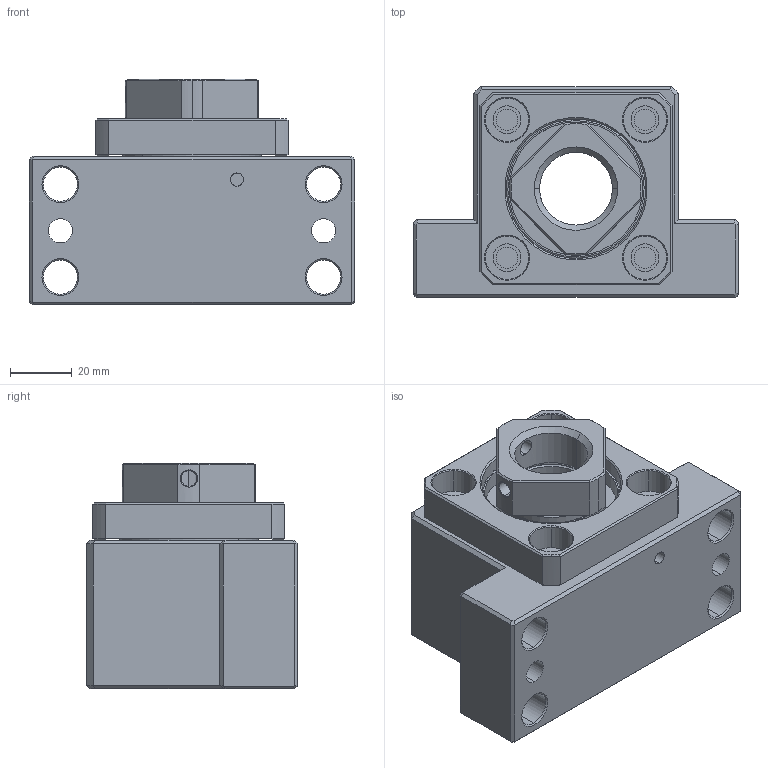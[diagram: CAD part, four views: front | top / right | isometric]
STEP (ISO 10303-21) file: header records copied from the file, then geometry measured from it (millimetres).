
FILE_DESCRIPTION (( 'STEP AP203' ), '1' );
FILE_NAME ('AK25.STEP', '2017-08-18T06:53:50', ( '' ), ( '' ), 'SwSTEP 2.0', 'SolidWorks 2017', '' );
FILE_SCHEMA (( 'CONFIG_CONTROL_DESIGN' ));
Length unit declared in the file: millimetre
Products named in the file (1): AK25
Bounding box: 105 x 68 x 72.97 mm (x, y, z)
Surface area: 52642.3 mm2 (no closed solid volume)
Topology: 0 solids, 11 shells, 221 faces, 566 edges, 357 vertices
Faces by surface type: plane 78, cylinder 64, cone 59, torus 16, bspline 4
Entity records: 7277 total; most frequent: CARTESIAN_POINT 1798, DIRECTION 1182, ORIENTED_EDGE 1026, EDGE_CURVE 564, AXIS2_PLACEMENT_3D 459, VERTEX_POINT 357, EDGE_LOOP 265, VECTOR 264
